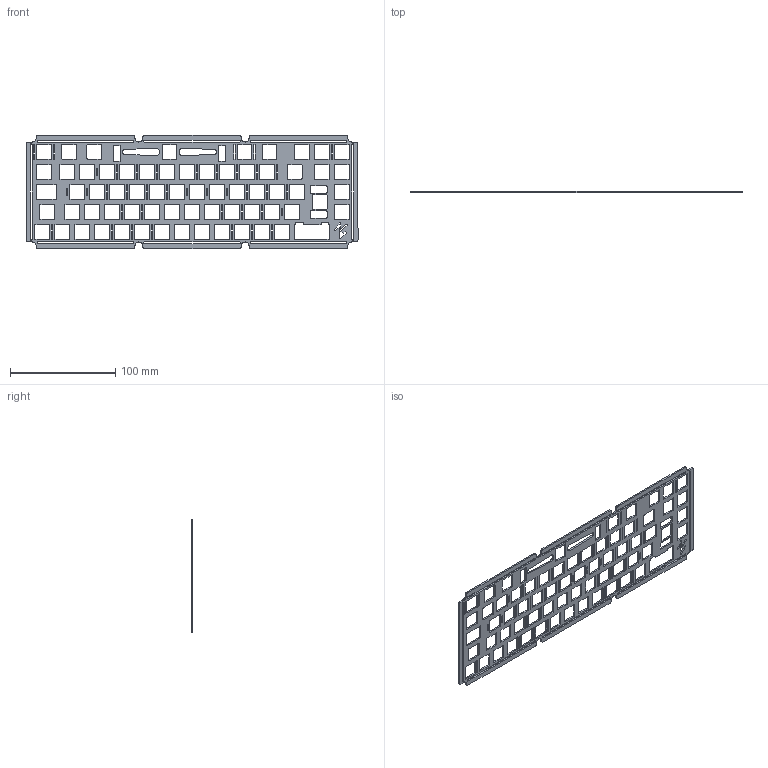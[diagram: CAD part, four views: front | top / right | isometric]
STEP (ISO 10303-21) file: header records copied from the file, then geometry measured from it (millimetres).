
FILE_DESCRIPTION (( 'STEP AP214' ), '1' );
FILE_NAME ('Plate ISO1.2.STEP', '2021-03-03T16:46:23', ( '' ), ( '' ), 'SwSTEP 2.0', 'SolidWorks 2018', '' );
FILE_SCHEMA (( 'AUTOMOTIVE_DESIGN' ));
Length unit declared in the file: millimetre
Products named in the file (1): Plate ISO1.2
Bounding box: 315.75 x 1.5 x 107.7 mm (x, y, z)
Volume: 25848.5 mm3; surface area: 45834.9 mm2
Topology: 1 solids, 1 shells, 858 faces, 2568 edges, 1712 vertices
Faces by surface type: plane 510, cylinder 348
Entity records: 29486 total; most frequent: CARTESIAN_POINT 5139, ORIENTED_EDGE 5136, DIRECTION 4982, EDGE_CURVE 2568, VECTOR 1872, LINE 1872, VERTEX_POINT 1712, AXIS2_PLACEMENT_3D 1555
